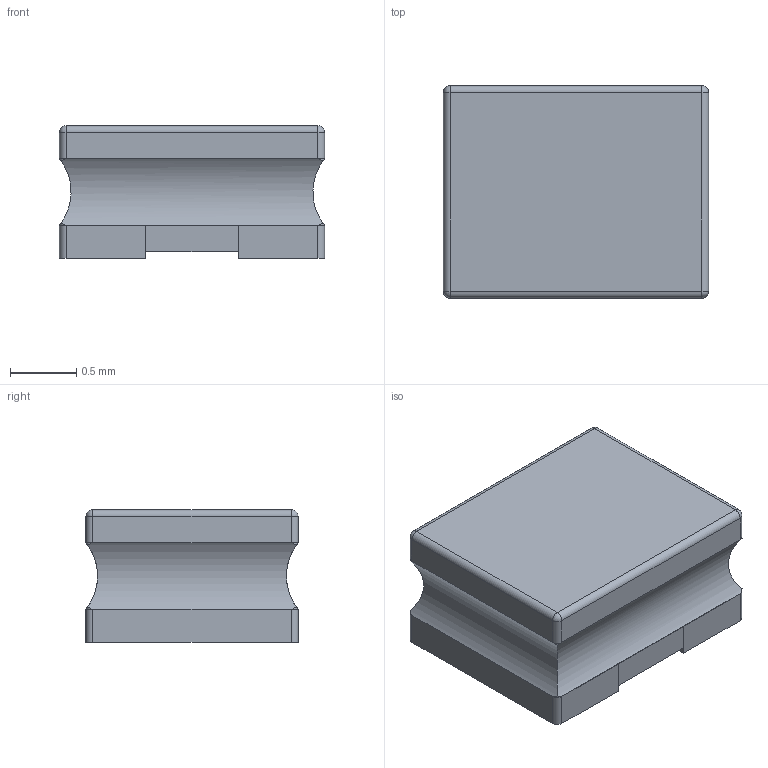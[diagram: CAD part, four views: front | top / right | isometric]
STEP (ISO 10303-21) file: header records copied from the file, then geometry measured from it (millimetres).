
FILE_DESCRIPTION (( 'STEP AP214' ), '1' );
FILE_NAME ('319C8630-0AAB-4569-9DDB-73D041229000.STEP', '2024-12-19T06:06:18', ( '' ), ( '' ), 'SwSTEP 2.0', 'SolidWorks 2022', '' );
FILE_SCHEMA (( 'AUTOMOTIVE_DESIGN' ));
Length unit declared in the file: millimetre
Products named in the file (1): 319C8630-0AAB-4569-9DDB-73D041229000
Bounding box: 2 x 1.6 x 1 mm (x, y, z)
Volume: 2.9 mm3; surface area: 27.6 mm2
Topology: 5 solids, 5 shells, 54 faces, 124 edges, 76 vertices
Faces by surface type: plane 26, cylinder 24, sphere 4
Entity records: 1630 total; most frequent: CARTESIAN_POINT 375, DIRECTION 242, ORIENTED_EDGE 240, EDGE_CURVE 120, AXIS2_PLACEMENT_3D 87, VERTEX_POINT 76, VECTOR 68, LINE 68
